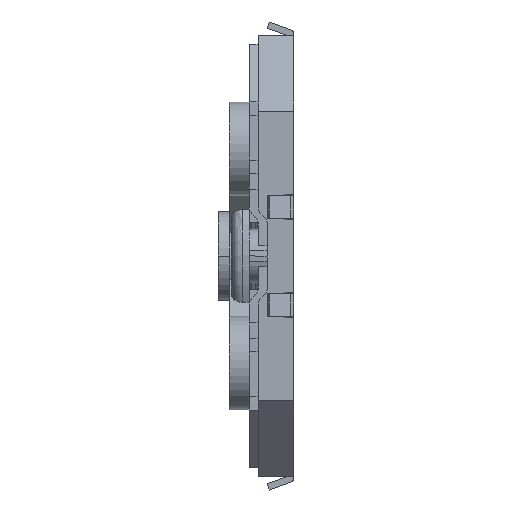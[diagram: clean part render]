
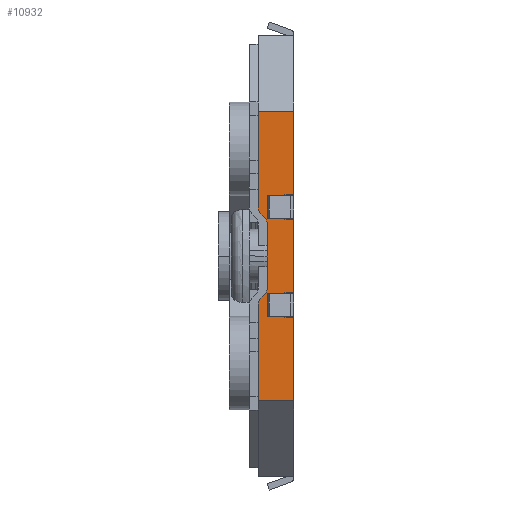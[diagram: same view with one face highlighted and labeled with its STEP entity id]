
A CAD part, left-side view. The second image highlights one B-rep face of the part: STEP entity #10932.
In plain terms, the highlighted planar face has unit normal (-1, 0, 0).
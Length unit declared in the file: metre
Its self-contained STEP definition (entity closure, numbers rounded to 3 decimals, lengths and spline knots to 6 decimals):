
#756=LINE('',#19430,#1988);
#760=LINE('',#19464,#1992);
#763=LINE('',#19482,#1995);
#783=LINE('',#19598,#2015);
#786=LINE('',#19606,#2018);
#927=LINE('',#20077,#2159);
#928=LINE('',#20079,#2160);
#929=LINE('',#20081,#2161);
#930=LINE('',#20083,#2162);
#931=LINE('',#20085,#2163);
#932=LINE('',#20087,#2164);
#933=LINE('',#20089,#2165);
#934=LINE('',#20091,#2166);
#935=LINE('',#20093,#2167);
#936=LINE('',#20095,#2168);
#937=LINE('',#20097,#2169);
#938=LINE('',#20099,#2170);
#939=LINE('',#20101,#2171);
#940=LINE('',#20103,#2172);
#941=LINE('',#20105,#2173);
#942=LINE('',#20107,#2174);
#943=LINE('',#20109,#2175);
#944=LINE('',#20111,#2176);
#945=LINE('',#20113,#2177);
#1988=VECTOR('',#16013,1.);
#1992=VECTOR('',#16029,1.);
#1995=VECTOR('',#16038,1.);
#2015=VECTOR('',#16088,1.);
#2018=VECTOR('',#16097,1.);
#2159=VECTOR('',#16416,1.);
#2160=VECTOR('',#16419,1.);
#2161=VECTOR('',#16420,1.);
#2162=VECTOR('',#16421,1.);
#2163=VECTOR('',#16422,1.);
#2164=VECTOR('',#16423,1.);
#2165=VECTOR('',#16424,1.);
#2166=VECTOR('',#16425,1.);
#2167=VECTOR('',#16426,1.);
#2168=VECTOR('',#16427,1.);
#2169=VECTOR('',#16428,1.);
#2170=VECTOR('',#16429,1.);
#2171=VECTOR('',#16430,1.);
#2172=VECTOR('',#16431,1.);
#2173=VECTOR('',#16432,1.);
#2174=VECTOR('',#16433,1.);
#2175=VECTOR('',#16434,1.);
#2176=VECTOR('',#16435,1.);
#2177=VECTOR('',#16436,1.);
#4486=ORIENTED_EDGE('',*,*,#6544,.F.);
#4487=ORIENTED_EDGE('',*,*,#6541,.F.);
#4488=ORIENTED_EDGE('',*,*,#6538,.F.);
#4489=ORIENTED_EDGE('',*,*,#6536,.F.);
#4490=ORIENTED_EDGE('',*,*,#6529,.F.);
#4491=ORIENTED_EDGE('',*,*,#6761,.T.);
#4492=ORIENTED_EDGE('',*,*,#6762,.T.);
#4493=ORIENTED_EDGE('',*,*,#6763,.F.);
#4494=ORIENTED_EDGE('',*,*,#6764,.T.);
#4495=ORIENTED_EDGE('',*,*,#6765,.F.);
#4496=ORIENTED_EDGE('',*,*,#6766,.T.);
#4497=ORIENTED_EDGE('',*,*,#6767,.T.);
#4498=ORIENTED_EDGE('',*,*,#6768,.T.);
#4499=ORIENTED_EDGE('',*,*,#6769,.F.);
#4500=ORIENTED_EDGE('',*,*,#6770,.T.);
#4501=ORIENTED_EDGE('',*,*,#6771,.T.);
#4502=ORIENTED_EDGE('',*,*,#6772,.F.);
#4503=ORIENTED_EDGE('',*,*,#6773,.F.);
#4504=ORIENTED_EDGE('',*,*,#6774,.F.);
#4505=ORIENTED_EDGE('',*,*,#6775,.T.);
#4506=ORIENTED_EDGE('',*,*,#6776,.F.);
#4507=ORIENTED_EDGE('',*,*,#6777,.T.);
#4508=ORIENTED_EDGE('',*,*,#6778,.T.);
#4509=ORIENTED_EDGE('',*,*,#6779,.F.);
#4510=ORIENTED_EDGE('',*,*,#6581,.F.);
#4511=ORIENTED_EDGE('',*,*,#6578,.F.);
#4512=ORIENTED_EDGE('',*,*,#6577,.F.);
#4513=ORIENTED_EDGE('',*,*,#6574,.F.);
#6529=EDGE_CURVE('',#7882,#7883,#756,.T.);
#6536=EDGE_CURVE('',#7883,#7886,#8509,.T.);
#6538=EDGE_CURVE('',#7886,#7887,#760,.T.);
#6541=EDGE_CURVE('',#7887,#7888,#8510,.F.);
#6544=EDGE_CURVE('',#7888,#7891,#763,.T.);
#6574=EDGE_CURVE('',#7891,#7906,#8513,.T.);
#6577=EDGE_CURVE('',#7906,#7907,#783,.T.);
#6578=EDGE_CURVE('',#7907,#7908,#8514,.F.);
#6581=EDGE_CURVE('',#7908,#7910,#786,.T.);
#6761=EDGE_CURVE('',#7882,#8019,#927,.T.);
#6762=EDGE_CURVE('',#8019,#8020,#928,.T.);
#6763=EDGE_CURVE('',#8021,#8020,#929,.T.);
#6764=EDGE_CURVE('',#8021,#8022,#930,.T.);
#6765=EDGE_CURVE('',#8023,#8022,#931,.T.);
#6766=EDGE_CURVE('',#8023,#8024,#932,.T.);
#6767=EDGE_CURVE('',#8024,#8025,#933,.T.);
#6768=EDGE_CURVE('',#8025,#8026,#934,.T.);
#6769=EDGE_CURVE('',#8027,#8026,#935,.T.);
#6770=EDGE_CURVE('',#8027,#8028,#936,.T.);
#6771=EDGE_CURVE('',#8028,#8029,#937,.T.);
#6772=EDGE_CURVE('',#8030,#8029,#938,.T.);
#6773=EDGE_CURVE('',#8031,#8030,#939,.T.);
#6774=EDGE_CURVE('',#8032,#8031,#940,.T.);
#6775=EDGE_CURVE('',#8032,#8033,#941,.T.);
#6776=EDGE_CURVE('',#8034,#8033,#942,.T.);
#6777=EDGE_CURVE('',#8034,#8035,#943,.T.);
#6778=EDGE_CURVE('',#8035,#8036,#944,.T.);
#6779=EDGE_CURVE('',#7910,#8036,#945,.T.);
#7882=VERTEX_POINT('',#19429);
#7883=VERTEX_POINT('',#19431);
#7886=VERTEX_POINT('',#19458);
#7887=VERTEX_POINT('',#19465);
#7888=VERTEX_POINT('',#19472);
#7891=VERTEX_POINT('',#19483);
#7906=VERTEX_POINT('',#19587);
#7907=VERTEX_POINT('',#19597);
#7908=VERTEX_POINT('',#19601);
#7910=VERTEX_POINT('',#19607);
#8019=VERTEX_POINT('',#20076);
#8020=VERTEX_POINT('',#20080);
#8021=VERTEX_POINT('',#20082);
#8022=VERTEX_POINT('',#20084);
#8023=VERTEX_POINT('',#20086);
#8024=VERTEX_POINT('',#20088);
#8025=VERTEX_POINT('',#20090);
#8026=VERTEX_POINT('',#20092);
#8027=VERTEX_POINT('',#20094);
#8028=VERTEX_POINT('',#20096);
#8029=VERTEX_POINT('',#20098);
#8030=VERTEX_POINT('',#20100);
#8031=VERTEX_POINT('',#20102);
#8032=VERTEX_POINT('',#20104);
#8033=VERTEX_POINT('',#20106);
#8034=VERTEX_POINT('',#20108);
#8035=VERTEX_POINT('',#20110);
#8036=VERTEX_POINT('',#20112);
#8509=CIRCLE('',#14589,0.0002);
#8510=CIRCLE('',#14592,0.0002);
#8513=CIRCLE('',#14607,0.0002);
#8514=CIRCLE('',#14610,0.0002);
#8844=EDGE_LOOP('',(#4486,#4487,#4488,#4489,#4490,#4491,#4492,#4493,#4494,
#4495,#4496,#4497,#4498,#4499,#4500,#4501,#4502,#4503,#4504,#4505,#4506,
#4507,#4508,#4509,#4510,#4511,#4512,#4513));
#9408=FACE_BOUND('',#8844,.T.);
#9890=PLANE('',#14701);
#10932=ADVANCED_FACE('',(#9408),#9890,.F.);
#14589=AXIS2_PLACEMENT_3D('',#19457,#16025,#16026);
#14592=AXIS2_PLACEMENT_3D('',#19473,#16033,#16034);
#14607=AXIS2_PLACEMENT_3D('',#19586,#16084,#16085);
#14610=AXIS2_PLACEMENT_3D('',#19600,#16091,#16092);
#14701=AXIS2_PLACEMENT_3D('',#20078,#16417,#16418);
#16013=DIRECTION('',(0.,0.,1.));
#16025=DIRECTION('',(1.,0.,0.));
#16026=DIRECTION('',(0.,0.,-1.));
#16029=DIRECTION('',(0.,-0.707,0.707));
#16033=DIRECTION('',(1.,0.,0.));
#16034=DIRECTION('',(0.,0.,-1.));
#16038=DIRECTION('',(0.,0.,1.));
#16084=DIRECTION('',(-1.,0.,0.));
#16085=DIRECTION('',(0.,0.,1.));
#16088=DIRECTION('',(0.,0.707,0.707));
#16091=DIRECTION('',(-1.,0.,0.));
#16092=DIRECTION('',(0.,0.,1.));
#16097=DIRECTION('',(0.,0.,1.));
#16416=DIRECTION('',(0.,-1.,0.));
#16417=DIRECTION('',(1.,0.,0.));
#16418=DIRECTION('',(0.,0.,-1.));
#16419=DIRECTION('',(0.,0.,1.));
#16420=DIRECTION('',(0.,-1.,0.));
#16421=DIRECTION('',(0.,0.,1.));
#16422=DIRECTION('',(0.,1.,0.));
#16423=DIRECTION('',(0.,0.,1.));
#16424=DIRECTION('',(0.,1.,0.));
#16425=DIRECTION('',(0.,0.,1.));
#16426=DIRECTION('',(0.,1.,0.));
#16427=DIRECTION('',(0.,0.,1.));
#16428=DIRECTION('',(0.,1.,0.));
#16429=DIRECTION('',(0.,0.,-1.));
#16430=DIRECTION('',(0.,1.,0.));
#16431=DIRECTION('',(0.,0.,-1.));
#16432=DIRECTION('',(0.,1.,0.));
#16433=DIRECTION('',(0.,0.,-1.));
#16434=DIRECTION('',(0.,-1.,0.));
#16435=DIRECTION('',(0.,0.,1.));
#16436=DIRECTION('',(0.,-1.,0.));
#19429=CARTESIAN_POINT('',(-0.00495,-0.0002,-0.003251));
#19430=CARTESIAN_POINT('',(-0.00495,-0.0002,-0.003251));
#19431=CARTESIAN_POINT('',(-0.00495,-0.0002,-0.001084));
#19457=CARTESIAN_POINT('',(-0.00495,-0.0004,-0.001084));
#19458=CARTESIAN_POINT('',(-0.00495,-0.000259,-0.000942));
#19464=CARTESIAN_POINT('',(-0.00495,-0.000259,-0.000942));
#19465=CARTESIAN_POINT('',(-0.00495,-0.000341,-0.000859));
#19472=CARTESIAN_POINT('',(-0.00495,-0.0004,-0.000718));
#19473=CARTESIAN_POINT('',(-0.00495,-0.0002,-0.000718));
#19482=CARTESIAN_POINT('',(-0.00495,-0.0004,-0.000718));
#19483=CARTESIAN_POINT('',(-0.00495,-0.0004,0.000718));
#19586=CARTESIAN_POINT('',(-0.00495,-0.0002,0.000718));
#19587=CARTESIAN_POINT('',(-0.00495,-0.000341,0.000859));
#19597=CARTESIAN_POINT('',(-0.00495,-0.000259,0.000942));
#19598=CARTESIAN_POINT('',(-0.00495,-0.000341,0.00086));
#19600=CARTESIAN_POINT('',(-0.00495,-0.0004,0.001084));
#19601=CARTESIAN_POINT('',(-0.00495,-0.0002,0.001084));
#19606=CARTESIAN_POINT('',(-0.00495,-0.0002,0.001084));
#19607=CARTESIAN_POINT('',(-0.00495,-0.0002,0.003251));
#20076=CARTESIAN_POINT('',(-0.00495,-0.001,-0.003251));
#20077=CARTESIAN_POINT('',(-0.00495,-0.0002,-0.003251));
#20078=CARTESIAN_POINT('',(-0.00495,-0.001018,0.003381));
#20079=CARTESIAN_POINT('',(-0.00495,-0.001,-0.003251));
#20080=CARTESIAN_POINT('',(-0.00495,-0.001,-0.00137));
#20081=CARTESIAN_POINT('',(-0.00495,-0.0008,-0.00137));
#20082=CARTESIAN_POINT('',(-0.00495,-0.0008,-0.00137));
#20083=CARTESIAN_POINT('',(-0.00495,-0.0008,-0.00137));
#20084=CARTESIAN_POINT('',(-0.00495,-0.0008,-0.00135));
#20085=CARTESIAN_POINT('',(-0.00495,-0.000836,-0.00135));
#20086=CARTESIAN_POINT('',(-0.00495,-0.000836,-0.00135));
#20087=CARTESIAN_POINT('',(-0.00495,-0.000836,-0.00135));
#20088=CARTESIAN_POINT('',(-0.00495,-0.000836,-0.00085));
#20089=CARTESIAN_POINT('',(-0.00495,-0.000836,-0.00085));
#20090=CARTESIAN_POINT('',(-0.00495,-0.0008,-0.00085));
#20091=CARTESIAN_POINT('',(-0.00495,-0.0008,-0.00085));
#20092=CARTESIAN_POINT('',(-0.00495,-0.0008,-0.00083));
#20093=CARTESIAN_POINT('',(-0.00495,-0.001,-0.00083));
#20094=CARTESIAN_POINT('',(-0.00495,-0.001,-0.00083));
#20095=CARTESIAN_POINT('',(-0.00495,-0.001,-0.00083));
#20096=CARTESIAN_POINT('',(-0.00495,-0.001,0.00083));
#20097=CARTESIAN_POINT('',(-0.00495,-0.001,0.00083));
#20098=CARTESIAN_POINT('',(-0.00495,-0.0008,0.00083));
#20099=CARTESIAN_POINT('',(-0.00495,-0.0008,0.00085));
#20100=CARTESIAN_POINT('',(-0.00495,-0.0008,0.00085));
#20101=CARTESIAN_POINT('',(-0.00495,-0.000836,0.00085));
#20102=CARTESIAN_POINT('',(-0.00495,-0.000836,0.00085));
#20103=CARTESIAN_POINT('',(-0.00495,-0.000836,0.00135));
#20104=CARTESIAN_POINT('',(-0.00495,-0.000836,0.00135));
#20105=CARTESIAN_POINT('',(-0.00495,-0.000836,0.00135));
#20106=CARTESIAN_POINT('',(-0.00495,-0.0008,0.00135));
#20107=CARTESIAN_POINT('',(-0.00495,-0.0008,0.00137));
#20108=CARTESIAN_POINT('',(-0.00495,-0.0008,0.00137));
#20109=CARTESIAN_POINT('',(-0.00495,-0.0008,0.00137));
#20110=CARTESIAN_POINT('',(-0.00495,-0.001,0.00137));
#20111=CARTESIAN_POINT('',(-0.00495,-0.001,0.00137));
#20112=CARTESIAN_POINT('',(-0.00495,-0.001,0.003251));
#20113=CARTESIAN_POINT('',(-0.00495,-0.0002,0.003251));
